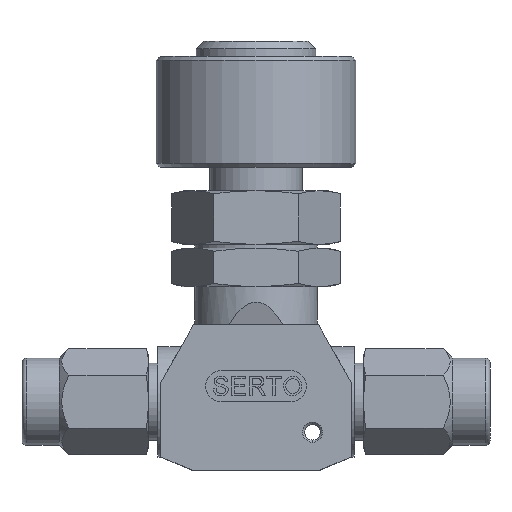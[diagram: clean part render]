
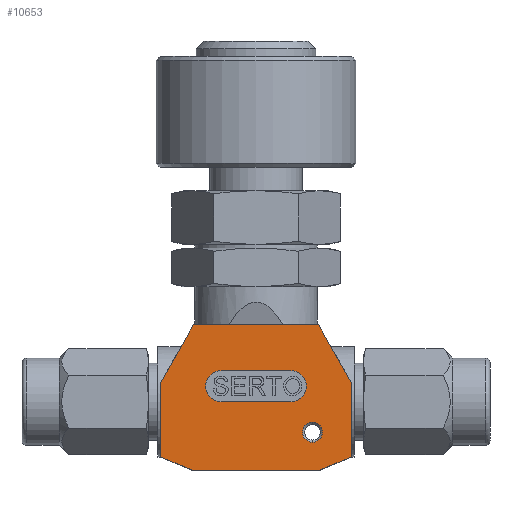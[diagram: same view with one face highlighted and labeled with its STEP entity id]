
A CAD part, top view. The second image highlights one B-rep face of the part: STEP entity #10653.
In plain terms, the highlighted planar face has unit normal (0, 0, 1).
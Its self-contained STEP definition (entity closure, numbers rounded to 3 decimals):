
#1219=CARTESIAN_POINT('',(-3.487,10.,7.2));
#1225=CARTESIAN_POINT('',(3.487,10.,7.2));
#2016=DIRECTION('',(1.,0.,0.));
#2017=VECTOR('',#2016,6.974);
#2018=CARTESIAN_POINT('',(-3.487,10.,7.2));
#2019=LINE('',#2018,#2017);
#2020=DIRECTION('',(-1.,0.,0.));
#2021=VECTOR('',#2020,4.673);
#2022=CARTESIAN_POINT('',(-3.487,10.,7.2));
#2023=LINE('',#2022,#2021);
#2024=DIRECTION('',(-1.,0.,0.));
#2025=VECTOR('',#2024,4.673);
#2026=CARTESIAN_POINT('',(8.16,10.,7.2));
#2027=LINE('',#2026,#2025);
#2028=DIRECTION('',(-0.494,0.87,0.));
#2029=VECTOR('',#2028,8.625);
#2030=CARTESIAN_POINT('',(12.42,2.5,7.2));
#2031=LINE('',#2030,#2029);
#2032=DIRECTION('',(0.,1.,0.));
#2033=VECTOR('',#2032,2.5);
#2034=CARTESIAN_POINT('',(12.42,0.,7.2));
#2035=LINE('',#2034,#2033);
#2036=DIRECTION('',(0.,1.,0.));
#2037=VECTOR('',#2036,7.2);
#2038=CARTESIAN_POINT('',(12.42,-7.2,7.2));
#2039=LINE('',#2038,#2037);
#2040=DIRECTION('',(0.921,0.389,0.));
#2041=VECTOR('',#2040,4.625);
#2042=CARTESIAN_POINT('',(8.16,-9.,7.2));
#2043=LINE('',#2042,#2041);
#2044=DIRECTION('',(1.,0.,0.));
#2045=VECTOR('',#2044,16.32);
#2046=CARTESIAN_POINT('',(-8.16,-9.,7.2));
#2047=LINE('',#2046,#2045);
#2048=DIRECTION('',(0.921,-0.389,0.));
#2049=VECTOR('',#2048,4.625);
#2050=CARTESIAN_POINT('',(-12.42,-7.2,7.2));
#2051=LINE('',#2050,#2049);
#2052=DIRECTION('',(0.,-1.,0.));
#2053=VECTOR('',#2052,7.2);
#2054=CARTESIAN_POINT('',(-12.42,0.,7.2));
#2055=LINE('',#2054,#2053);
#2056=DIRECTION('',(0.,-1.,0.));
#2057=VECTOR('',#2056,2.5);
#2058=CARTESIAN_POINT('',(-12.42,2.5,7.2));
#2059=LINE('',#2058,#2057);
#2060=DIRECTION('',(-0.494,-0.87,0.));
#2061=VECTOR('',#2060,8.625);
#2062=CARTESIAN_POINT('',(-8.16,10.,7.2));
#2063=LINE('',#2062,#2061);
#2064=CARTESIAN_POINT('',(-4.554,2.024,7.2));
#2065=DIRECTION('',(0.,0.,1.));
#2066=DIRECTION('',(0.,1.,0.));
#2067=AXIS2_PLACEMENT_3D('',#2064,#2065,#2066);
#2069=DIRECTION('',(1.,0.,0.));
#2070=VECTOR('',#2069,9.108);
#2071=CARTESIAN_POINT('',(-4.554,0.,7.2));
#2072=LINE('',#2071,#2070);
#2073=CARTESIAN_POINT('',(4.554,2.024,7.2));
#2074=DIRECTION('',(0.,0.,1.));
#2075=DIRECTION('',(0.,-1.,0.));
#2076=AXIS2_PLACEMENT_3D('',#2073,#2074,#2075);
#2078=DIRECTION('',(-1.,0.,0.));
#2079=VECTOR('',#2078,9.108);
#2080=CARTESIAN_POINT('',(4.554,4.048,7.2));
#2081=LINE('',#2080,#2079);
#2838=CARTESIAN_POINT('',(7.36,-4.,7.2));
#2839=DIRECTION('',(0.,0.,1.));
#2840=DIRECTION('',(0.,1.,0.));
#2841=AXIS2_PLACEMENT_3D('',#2838,#2839,#2840);
#2843=CARTESIAN_POINT('',(7.36,-4.,7.2));
#2844=DIRECTION('',(0.,0.,1.));
#2845=DIRECTION('',(0.,-1.,0.));
#2846=AXIS2_PLACEMENT_3D('',#2843,#2844,#2845);
#6930=CARTESIAN_POINT('',(-12.42,-7.2,7.2));
#6931=CARTESIAN_POINT('',(-8.16,-9.,7.2));
#6932=VERTEX_POINT('',#6930);
#6933=VERTEX_POINT('',#6931);
#6934=CARTESIAN_POINT('',(8.16,-9.,7.2));
#6935=VERTEX_POINT('',#6934);
#6936=CARTESIAN_POINT('',(12.42,-7.2,7.2));
#6937=VERTEX_POINT('',#6936);
#6938=CARTESIAN_POINT('',(12.42,2.5,7.2));
#6939=CARTESIAN_POINT('',(8.16,10.,7.2));
#6940=VERTEX_POINT('',#6938);
#6941=VERTEX_POINT('',#6939);
#6942=CARTESIAN_POINT('',(-8.16,10.,7.2));
#6943=CARTESIAN_POINT('',(-12.42,2.5,7.2));
#6944=VERTEX_POINT('',#6942);
#6945=VERTEX_POINT('',#6943);
#6960=CARTESIAN_POINT('',(-12.42,0.,7.2));
#6961=VERTEX_POINT('',#6960);
#6964=CARTESIAN_POINT('',(12.42,0.,7.2));
#6965=VERTEX_POINT('',#6964);
#6974=VERTEX_POINT('',#1219);
#6975=VERTEX_POINT('',#1225);
#7466=CARTESIAN_POINT('',(-4.554,4.048,7.2));
#7467=CARTESIAN_POINT('',(-4.554,0.,7.2));
#7468=VERTEX_POINT('',#7466);
#7469=VERTEX_POINT('',#7467);
#7470=CARTESIAN_POINT('',(4.554,0.,7.2));
#7471=VERTEX_POINT('',#7470);
#7472=CARTESIAN_POINT('',(4.554,4.048,7.2));
#7473=VERTEX_POINT('',#7472);
#8706=CARTESIAN_POINT('',(7.36,-2.7,7.2));
#8707=CARTESIAN_POINT('',(7.36,-5.3,7.2));
#8708=VERTEX_POINT('',#8706);
#8709=VERTEX_POINT('',#8707);
#10611=CARTESIAN_POINT('',(0.,0.,7.2));
#10612=DIRECTION('',(0.,0.,1.));
#10613=DIRECTION('',(1.,0.,0.));
#10614=AXIS2_PLACEMENT_3D('',#10611,#10612,#10613);
#10615=PLANE('',#10614);
#10616=ORIENTED_EDGE('',*,*,#9611,.F.);
#10617=ORIENTED_EDGE('',*,*,#10606,.T.);
#10618=ORIENTED_EDGE('',*,*,#9633,.F.);
#10620=ORIENTED_EDGE('',*,*,#10619,.F.);
#10622=ORIENTED_EDGE('',*,*,#10621,.F.);
#10624=ORIENTED_EDGE('',*,*,#10623,.F.);
#10626=ORIENTED_EDGE('',*,*,#10625,.F.);
#10628=ORIENTED_EDGE('',*,*,#10627,.F.);
#10630=ORIENTED_EDGE('',*,*,#10629,.F.);
#10631=ORIENTED_EDGE('',*,*,#9113,.F.);
#10632=ORIENTED_EDGE('',*,*,#9129,.F.);
#10634=ORIENTED_EDGE('',*,*,#10633,.F.);
#10635=EDGE_LOOP('',(#10616,#10617,#10618,#10620,#10622,#10624,#10626,#10628,
#10630,#10631,#10632,#10634));
#10636=FACE_OUTER_BOUND('',#10635,.F.);
#10638=ORIENTED_EDGE('',*,*,#10637,.T.);
#10640=ORIENTED_EDGE('',*,*,#10639,.T.);
#10642=ORIENTED_EDGE('',*,*,#10641,.T.);
#10644=ORIENTED_EDGE('',*,*,#10643,.T.);
#10645=EDGE_LOOP('',(#10638,#10640,#10642,#10644));
#10646=FACE_BOUND('',#10645,.F.);
#10648=ORIENTED_EDGE('',*,*,#10647,.T.);
#10650=ORIENTED_EDGE('',*,*,#10649,.T.);
#10651=EDGE_LOOP('',(#10648,#10650));
#10652=FACE_BOUND('',#10651,.F.);
#10653=ADVANCED_FACE('',(#10636,#10646,#10652),#10615,.T.);
#2068=CIRCLE('',#2067,2.024);
#2077=CIRCLE('',#2076,2.024);
#2842=CIRCLE('',#2841,1.3);
#2847=CIRCLE('',#2846,1.3);
#9113=EDGE_CURVE('',#6961,#6932,#2055,.T.);
#9129=EDGE_CURVE('',#6945,#6961,#2059,.T.);
#9611=EDGE_CURVE('',#6974,#6944,#2023,.T.);
#9633=EDGE_CURVE('',#6941,#6975,#2027,.T.);
#10606=EDGE_CURVE('',#6974,#6975,#2019,.T.);
#10619=EDGE_CURVE('',#6940,#6941,#2031,.T.);
#10621=EDGE_CURVE('',#6965,#6940,#2035,.T.);
#10623=EDGE_CURVE('',#6937,#6965,#2039,.T.);
#10625=EDGE_CURVE('',#6935,#6937,#2043,.T.);
#10627=EDGE_CURVE('',#6933,#6935,#2047,.T.);
#10629=EDGE_CURVE('',#6932,#6933,#2051,.T.);
#10633=EDGE_CURVE('',#6944,#6945,#2063,.T.);
#10637=EDGE_CURVE('',#7468,#7469,#2068,.T.);
#10639=EDGE_CURVE('',#7469,#7471,#2072,.T.);
#10641=EDGE_CURVE('',#7471,#7473,#2077,.T.);
#10643=EDGE_CURVE('',#7473,#7468,#2081,.T.);
#10647=EDGE_CURVE('',#8708,#8709,#2842,.T.);
#10649=EDGE_CURVE('',#8709,#8708,#2847,.T.);
